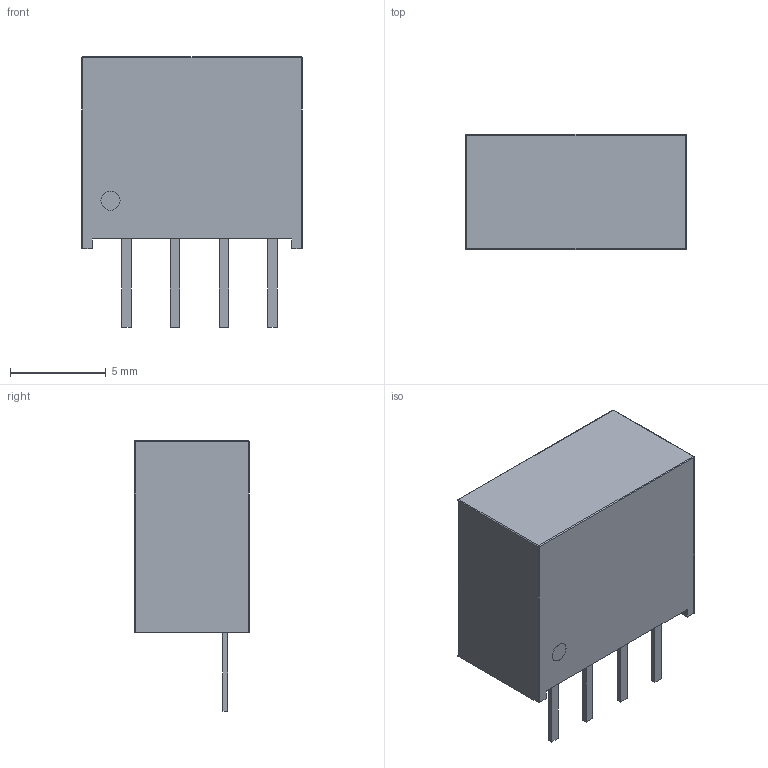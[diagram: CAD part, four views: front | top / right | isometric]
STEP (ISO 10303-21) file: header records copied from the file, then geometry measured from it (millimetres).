
FILE_DESCRIPTION( ( '' ), ' ' );
FILE_NAME( '5b7bc4f4dfde120ef81d6db7.step', '2018-08-21T07:53:24', ( '' ), ( '' ), ' ', ' ', ' ' );
FILE_SCHEMA( ( 'AUTOMOTIVE_DESIGN { 1 0 10303 214 1 1 1 1 }' ) );
Length unit declared in the file: metre
Products named in the file (7): Open CASCADE STEP translator 6.8 1
Bounding box: 11.5 x 6.02 x 14.1 mm (x, y, z)
Volume: 294.1 mm3; surface area: 966.4 mm2
Topology: 7 solids, 7 shells, 83 faces, 195 edges, 122 vertices
Faces by surface type: plane 50, bspline 20, cylinder 9, sphere 4
Full cylindrical faces by diameter (mm): 1 x1
Entity records: 4717 total; most frequent: CARTESIAN_POINT 1273, ORIENTED_EDGE 380, DIRECTION 316, STYLED_ITEM 273, PRESENTATION_STYLE_ASSIGNMENT 273, COLOUR_RGB 273, EDGE_CURVE 190, CURVE_STYLE 190
